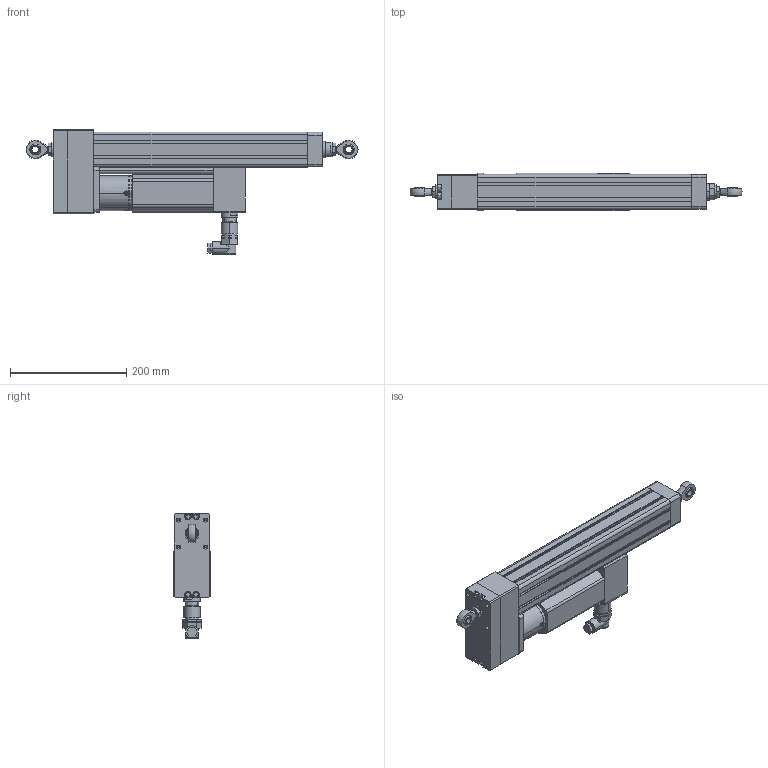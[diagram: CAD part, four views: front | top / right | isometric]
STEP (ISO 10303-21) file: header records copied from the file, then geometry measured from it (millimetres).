
FILE_DESCRIPTION((''),'2;1');
FILE_NAME('K1812121_stp.stp','2018-12-12T11:05:23',(''),(''),'Mechanical Desktop 2009','Mechanical Desktop 2009',', , ');
FILE_SCHEMA(('CONFIG_CONTROL_DESIGN'));
Length unit declared in the file: millimetre
Products named in the file (57): K1812121_STP; K1309121; K1309121A; K0702222A; K0702222; K0909182A; K0909182; K0711167A; K0711167; K0909184A; K0909184; GELENKKOPF_M12; TEIL1; TEIL2; U-SCHEIBE_M12A; U-SCHEIBE_M12; 6KT-MUTTER_M12_05D; 6KT-MUTTER_M12_05DA; Gelenkkopf_M12|AVE_RENDER; Gelenkkopf_M12|AVE_GLOBAL; Gelenkkopf_M12|RM_SDB; I-6KT_SCHRAUBE_M6X25; I-6KT_SCHRAUBE_M6X25A; K1708071; K1707262; PLG60_GEN; K1707262|1_ST_19X49; K1707262|PLG60_GEN; K1708072A; K1708072; K1706255; K1706255A; I-6KT_SCHRAUBE_M5X12; I-6KT_SCHRAUBE_M5X12A; K1706256A; K1706256; SENKSCHRAUBE_I-6KT_M3X8A; SENKSCHRAUBE_I-6KT_M3X8; FLANSCHSTECKER_KUNSTST_7P; FLANSCHSTECKER_KUNSTST_7PA ...
Assembly tree (86 placements, depth 4):
  K1812121_STP
    K1309121
      K1309121A
    K0702222A
      K0702222
    K0909182A
      K0909182
    K0711167A
      K0711167
    K0909184A
      K0909184
    GELENKKOPF_M12  x2
      TEIL1
      TEIL2
      U-SCHEIBE_M12A
        U-SCHEIBE_M12
      6KT-MUTTER_M12_05D
        6KT-MUTTER_M12_05DA
      Gelenkkopf_M12|AVE_RENDER
      Gelenkkopf_M12|AVE_GLOBAL
      Gelenkkopf_M12|RM_SDB
    I-6KT_SCHRAUBE_M6X25  x4
      I-6KT_SCHRAUBE_M6X25A
    K1708071
      K1707262
        PLG60_GEN
        K1707262|1_ST_19X49
        K1707262|PLG60_GEN
      K1708072A
        K1708072
      K1706255
        K1706255A
      I-6KT_SCHRAUBE_M5X12  x8
        I-6KT_SCHRAUBE_M5X12A
      K1706256A
        K1706256
      SENKSCHRAUBE_I-6KT_M3X8A  x4
        SENKSCHRAUBE_I-6KT_M3X8
      FLANSCHSTECKER_KUNSTST_7P
        FLANSCHSTECKER_KUNSTST_7PA
      I-6KT_SCHRAUBE_M3X8  x2
        I-6KT_SCHRAUBE_M3X8A
      K1706251A
        K1706251
      K1706254
        K1706254A
      K1708071|AVE_RENDER  x8
      K1708071|AVE_GLOBAL
      K1708071|RM_SDB  x3
    KABELDOSE_WINKEL_KUNSTST_7PA
      KABELDOSE_WINKEL_KUNSTST_7P
    RM_SDB  x3
  1
  2
  3
  4
Bounding box: 571 x 65 x 215 mm (x, y, z)
Volume: 1948099.3 mm3; surface area: 538154.7 mm2
Topology: 39 solids, 39 shells, 1158 faces, 2824 edges, 1806 vertices
Faces by surface type: cylinder 498, plane 423, cone 159, bspline 37, torus 35, sphere 6
Entity records: 30400 total; most frequent: CARTESIAN_POINT 6445, DIRECTION 5162, ORIENTED_EDGE 4406, EDGE_CURVE 2203, AXIS2_PLACEMENT_3D 1993, VERTEX_POINT 1428, VECTOR 1176, LINE 1176
